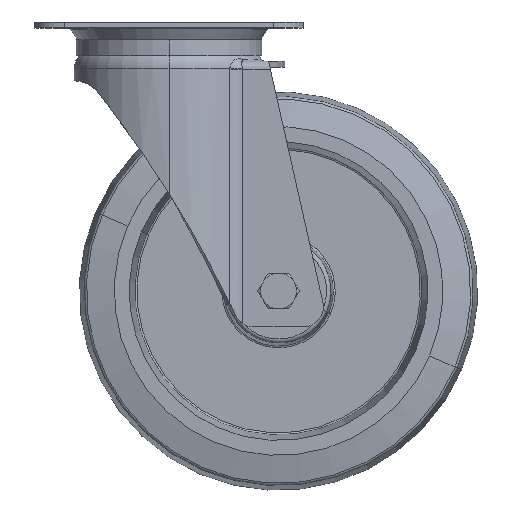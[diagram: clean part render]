
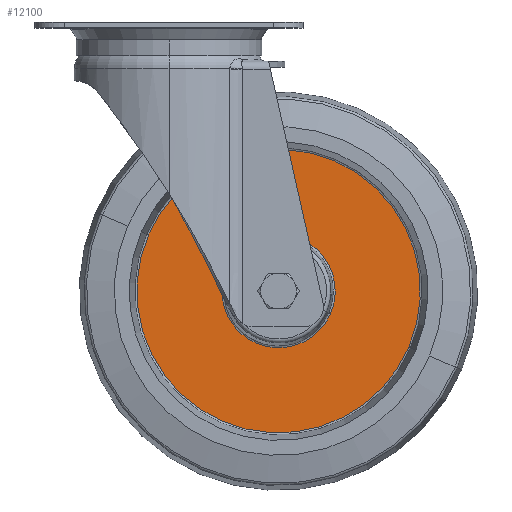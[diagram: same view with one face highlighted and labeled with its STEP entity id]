
A CAD part, top view. The second image highlights one B-rep face of the part: STEP entity #12100.
In plain terms, the highlighted planar face has unit normal (0, 0, 1).
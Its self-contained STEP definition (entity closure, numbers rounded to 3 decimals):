
#121 = DIRECTION ( 'NONE',  ( -0.919, 0.395, 0. ) ) ;
#612 = CIRCLE ( 'NONE', #11102, 71.153 ) ;
#799 = CIRCLE ( 'NONE', #5893, 71.153 ) ;
#1201 = DIRECTION ( 'NONE',  ( -0.919, 0.395, 0. ) ) ;
#1451 = AXIS2_PLACEMENT_3D ( 'NONE', #5349, #6487, #16671 ) ;
#1648 = CIRCLE ( 'NONE', #15457, 28.439 ) ;
#1755 = EDGE_LOOP ( 'NONE', ( #16578, #18594 ) ) ;
#2269 = AXIS2_PLACEMENT_3D ( 'NONE', #14917, #3316, #121 ) ;
#3099 = ORIENTED_EDGE ( 'NONE', *, *, #8026, .T. ) ;
#3316 = DIRECTION ( 'NONE',  ( 0., 0., -1. ) ) ;
#3930 = CARTESIAN_POINT ( 'NONE',  ( 81.123, -146.243, 34.019 ) ) ;
#4404 = VERTEX_POINT ( 'NONE', #17461 ) ;
#5125 = CARTESIAN_POINT ( 'NONE',  ( 55., -135., 34.019 ) ) ;
#5349 = CARTESIAN_POINT ( 'NONE',  ( 55., -135., 34.019 ) ) ;
#5404 = CARTESIAN_POINT ( 'NONE',  ( 55., -135., 34.019 ) ) ;
#5893 = AXIS2_PLACEMENT_3D ( 'NONE', #5404, #8394, #8577 ) ;
#6487 = DIRECTION ( 'NONE',  ( 0., 0., -1. ) ) ;
#6747 = DIRECTION ( 'NONE',  ( 0., 0., 1. ) ) ;
#8026 = EDGE_CURVE ( 'NONE', #17986, #4404, #799, .T. ) ;
#8394 = DIRECTION ( 'NONE',  ( 0., 0., 1. ) ) ;
#8577 = DIRECTION ( 'NONE',  ( -0.919, 0.395, 0. ) ) ;
#8626 = VERTEX_POINT ( 'NONE', #12527 ) ;
#9159 = DIRECTION ( 'NONE',  ( -0.919, 0.395, 0. ) ) ;
#9470 = CARTESIAN_POINT ( 'NONE',  ( 120.357, -163.128, 34.019 ) ) ;
#9558 = CARTESIAN_POINT ( 'NONE',  ( 55., -135., 34.019 ) ) ;
#9671 = EDGE_CURVE ( 'NONE', #10184, #8626, #1648, .T. ) ;
#10154 = EDGE_LOOP ( 'NONE', ( #14954, #3099 ) ) ;
#10184 = VERTEX_POINT ( 'NONE', #3930 ) ;
#10663 = FACE_BOUND ( 'NONE', #1755, .T. ) ;
#10864 = DIRECTION ( 'NONE',  ( 0., 0., -1. ) ) ;
#11102 = AXIS2_PLACEMENT_3D ( 'NONE', #9558, #6747, #1201 ) ;
#12100 = ADVANCED_FACE ( 'NONE', ( #10663, #15097 ), #16237, .F. ) ;
#12527 = CARTESIAN_POINT ( 'NONE',  ( 28.877, -123.757, 34.019 ) ) ;
#13692 = EDGE_CURVE ( 'NONE', #8626, #10184, #15267, .T. ) ;
#14917 = CARTESIAN_POINT ( 'NONE',  ( 83.463, -68.865, 34.019 ) ) ;
#14954 = ORIENTED_EDGE ( 'NONE', *, *, #17974, .T. ) ;
#15097 = FACE_OUTER_BOUND ( 'NONE', #10154, .T. ) ;
#15267 = CIRCLE ( 'NONE', #1451, 28.439 ) ;
#15457 = AXIS2_PLACEMENT_3D ( 'NONE', #5125, #10864, #9159 ) ;
#16237 = PLANE ( 'NONE',  #2269 ) ;
#16578 = ORIENTED_EDGE ( 'NONE', *, *, #13692, .T. ) ;
#16671 = DIRECTION ( 'NONE',  ( -0.919, 0.395, 0. ) ) ;
#17461 = CARTESIAN_POINT ( 'NONE',  ( -10.357, -106.872, 34.019 ) ) ;
#17974 = EDGE_CURVE ( 'NONE', #4404, #17986, #612, .T. ) ;
#17986 = VERTEX_POINT ( 'NONE', #9470 ) ;
#18594 = ORIENTED_EDGE ( 'NONE', *, *, #9671, .T. ) ;
